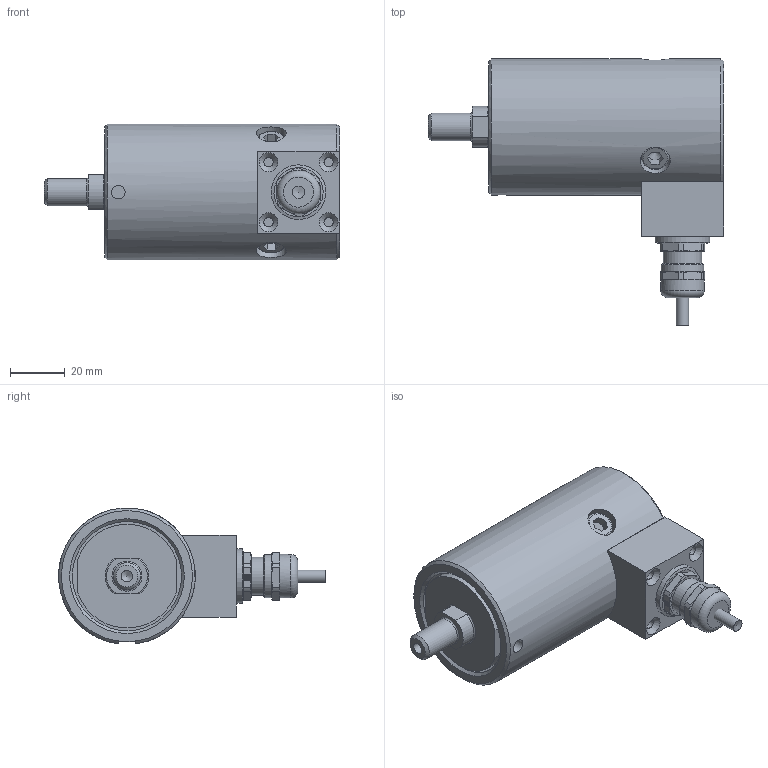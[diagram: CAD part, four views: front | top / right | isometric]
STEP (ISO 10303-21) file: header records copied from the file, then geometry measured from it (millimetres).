
FILE_DESCRIPTION (( 'STEP AP203' ), '1' );
FILE_NAME ('ZAK-A10N...2000N-TR STEP.STEP', '2024-12-13T08:28:49', ( '' ), ( '' ), 'SwSTEP 2.0', 'SolidWorks 2023', '' );
FILE_SCHEMA (( 'CONFIG_CONTROL_DESIGN' ));
Length unit declared in the file: millimetre
Products named in the file (1): ZAK-A10N...2000N-TR STEP
Bounding box: 108 x 97.64 x 49.76 mm (x, y, z)
Volume: 150110.4 mm3; surface area: 50698.5 mm2
Topology: 9 solids, 10 shells, 270 faces, 636 edges, 401 vertices
Faces by surface type: plane 131, cylinder 80, cone 47, torus 12
Full cylindrical faces by diameter (mm): 3 x2, 3.4 x4, 3.5 x1, 4.2 x1, 4.5 x1, 5 x5, 6 x3, 6.6 x3, 10 x4, 10.16 x2, 11 x4, 12 x1, 14 x1, 14.16 x1, 14.5 x1, 15 x1, 15.68 x1, 15.98 x1, 16 x1, 20 x1, 24 x1, 28 x2, 40 x1
Entity records: 8308 total; most frequent: CARTESIAN_POINT 2428, DIRECTION 1218, ORIENTED_EDGE 1054, EDGE_CURVE 527, AXIS2_PLACEMENT_3D 483, EDGE_LOOP 401, VERTEX_POINT 378, FACE_OUTER_BOUND 323
